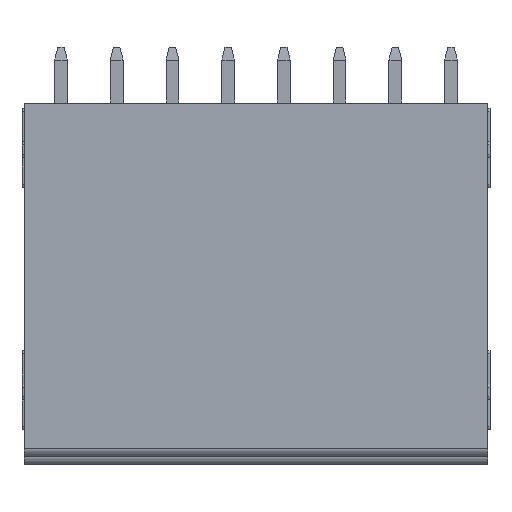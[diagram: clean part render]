
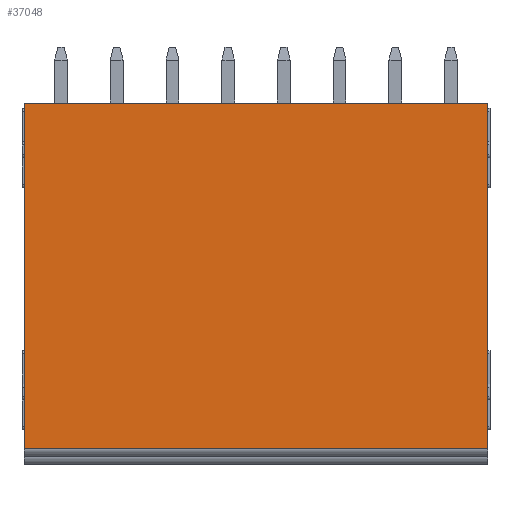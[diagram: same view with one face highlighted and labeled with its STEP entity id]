
A CAD part, top view. The second image highlights one B-rep face of the part: STEP entity #37048.
In plain terms, the highlighted planar face has unit normal (0, 0, 1).
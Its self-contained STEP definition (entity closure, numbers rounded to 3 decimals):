
#13335=DIRECTION('',(-1.,0.,0.));
#13336=VECTOR('',#13335,29.1);
#13337=CARTESIAN_POINT('',(-0.15,-10.3,9.2));
#13338=LINE('',#13337,#13336);
#13344=DIRECTION('',(0.,-1.,0.));
#13345=VECTOR('',#13344,21.7);
#13346=CARTESIAN_POINT('',(-29.25,11.4,9.2));
#13347=LINE('',#13346,#13345);
#13348=DIRECTION('',(-1.,0.,0.));
#13349=VECTOR('',#13348,29.1);
#13350=CARTESIAN_POINT('',(-0.15,11.4,9.2));
#13351=LINE('',#13350,#13349);
#13352=DIRECTION('',(0.,-1.,0.));
#13353=VECTOR('',#13352,21.7);
#13354=CARTESIAN_POINT('',(-0.15,11.4,9.2));
#13355=LINE('',#13354,#13353);
#18488=CARTESIAN_POINT('',(-0.15,11.4,9.2));
#18489=VERTEX_POINT('',#18488);
#18490=CARTESIAN_POINT('',(-0.15,-10.3,9.2));
#18491=VERTEX_POINT('',#18490);
#18612=CARTESIAN_POINT('',(-29.25,11.4,9.2));
#18613=VERTEX_POINT('',#18612);
#18614=CARTESIAN_POINT('',(-29.25,-10.3,9.2));
#18615=VERTEX_POINT('',#18614);
#37036=CARTESIAN_POINT('',(0.,11.4,9.2));
#37037=DIRECTION('',(0.,0.,1.));
#37038=DIRECTION('',(0.,-1.,0.));
#37039=AXIS2_PLACEMENT_3D('',#37036,#37037,#37038);
#37040=PLANE('',#37039);
#37041=ORIENTED_EDGE('',*,*,#27669,.F.);
#37043=ORIENTED_EDGE('',*,*,#37042,.F.);
#37044=ORIENTED_EDGE('',*,*,#36825,.T.);
#37045=ORIENTED_EDGE('',*,*,#37029,.T.);
#37046=EDGE_LOOP('',(#37041,#37043,#37044,#37045));
#37047=FACE_OUTER_BOUND('',#37046,.F.);
#37048=ADVANCED_FACE('',(#37047),#37040,.T.);
#27669=EDGE_CURVE('',#18613,#18615,#13347,.T.);
#36825=EDGE_CURVE('',#18489,#18491,#13355,.T.);
#37029=EDGE_CURVE('',#18491,#18615,#13338,.T.);
#37042=EDGE_CURVE('',#18489,#18613,#13351,.T.);
